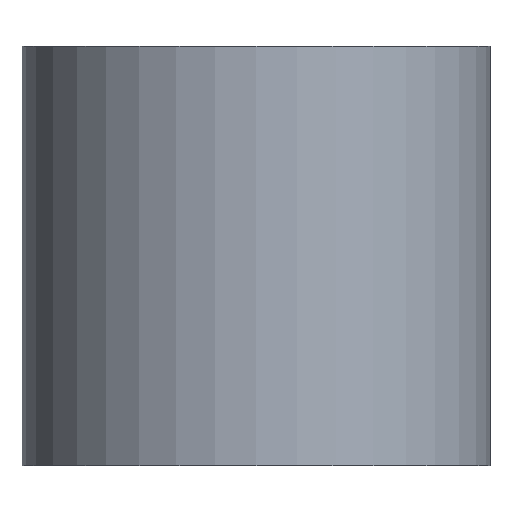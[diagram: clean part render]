
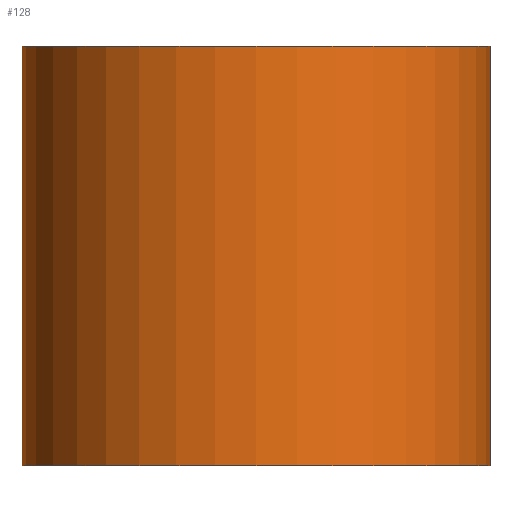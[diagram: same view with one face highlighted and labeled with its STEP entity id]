
A CAD part, left-side view. The second image highlights one B-rep face of the part: STEP entity #128.
In plain terms, the highlighted cylindrical face has radius 7.25 mm (diameter 14.5 mm), a partial arc.
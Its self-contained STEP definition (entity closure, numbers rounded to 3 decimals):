
#2 = CARTESIAN_POINT ( 'NONE',  ( 0., 7.25, 0. ) ) ;
#3 = LINE ( 'NONE', #2, #5 ) ;
#4 = DIRECTION ( 'NONE',  ( 0., 0., 1. ) ) ;
#5 = VECTOR ( 'NONE', #4, 1000. ) ;
#7 = CARTESIAN_POINT ( 'NONE',  ( 0., 7.25, -6.5 ) ) ;
#8 = CARTESIAN_POINT ( 'NONE',  ( 0., -7.25, -6.5 ) ) ;
#36 = EDGE_CURVE ( 'NONE', #55, #103, #64, .T. ) ;
#39 = ORIENTED_EDGE ( 'NONE', *, *, #124, .T. ) ;
#40 = ORIENTED_EDGE ( 'NONE', *, *, #36, .T. ) ;
#41 = ORIENTED_EDGE ( 'NONE', *, *, #94, .F. ) ;
#55 = VERTEX_POINT ( 'NONE', #8 ) ;
#56 = VERTEX_POINT ( 'NONE', #7 ) ;
#61 = DIRECTION ( 'NONE',  ( 0., 0., 1. ) ) ;
#62 = VECTOR ( 'NONE', #61, 1000. ) ;
#63 = CARTESIAN_POINT ( 'NONE',  ( 0., -7.25, 0. ) ) ;
#64 = LINE ( 'NONE', #63, #62 ) ;
#71 = EDGE_CURVE ( 'NONE', #56, #72, #3, .T. ) ;
#72 = VERTEX_POINT ( 'NONE', #146 ) ;
#94 = EDGE_CURVE ( 'NONE', #72, #103, #177, .T. ) ;
#103 = VERTEX_POINT ( 'NONE', #145 ) ;
#124 = EDGE_CURVE ( 'NONE', #56, #55, #191, .T. ) ;
#128 = ADVANCED_FACE ( 'NONE', ( #182 ), #181, .T. ) ;
#129 = EDGE_LOOP ( 'NONE', ( #130, #39, #40, #41 ) ) ;
#130 = ORIENTED_EDGE ( 'NONE', *, *, #71, .F. ) ;
#145 = CARTESIAN_POINT ( 'NONE',  ( 0., -7.25, 6.5 ) ) ;
#146 = CARTESIAN_POINT ( 'NONE',  ( 0., 7.25, 6.5 ) ) ;
#155 = DIRECTION ( 'NONE',  ( 0., -1., 0. ) ) ;
#156 = DIRECTION ( 'NONE',  ( 0., 0., 1. ) ) ;
#157 = CARTESIAN_POINT ( 'NONE',  ( 0., 0., 0. ) ) ;
#158 = AXIS2_PLACEMENT_3D ( 'NONE', #157, #156, #155 ) ;
#176 = AXIS2_PLACEMENT_3D ( 'NONE', #210, #209, #208 ) ;
#177 = CIRCLE ( 'NONE', #176, 7.25 ) ;
#181 = CYLINDRICAL_SURFACE ( 'NONE', #158, 7.25 ) ;
#182 = FACE_OUTER_BOUND ( 'NONE', #129, .T. ) ;
#183 = DIRECTION ( 'NONE',  ( 0., -1., 0. ) ) ;
#184 = DIRECTION ( 'NONE',  ( 0., 0., 1. ) ) ;
#185 = CARTESIAN_POINT ( 'NONE',  ( 0., 0., -6.5 ) ) ;
#186 = AXIS2_PLACEMENT_3D ( 'NONE', #185, #184, #183 ) ;
#191 = CIRCLE ( 'NONE', #186, 7.25 ) ;
#208 = DIRECTION ( 'NONE',  ( 0., -1., 0. ) ) ;
#209 = DIRECTION ( 'NONE',  ( 0., 0., 1. ) ) ;
#210 = CARTESIAN_POINT ( 'NONE',  ( 0., 0., 6.5 ) ) ;
